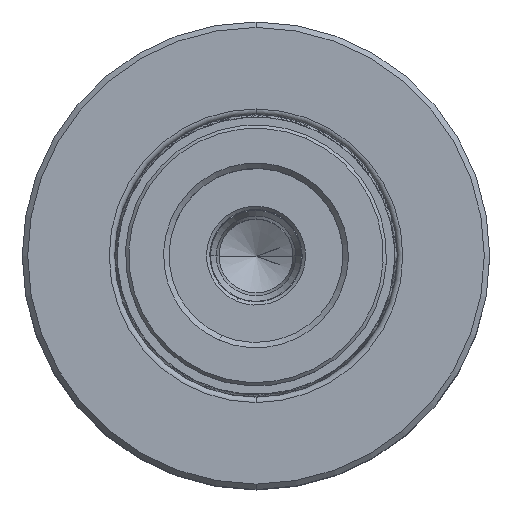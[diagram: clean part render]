
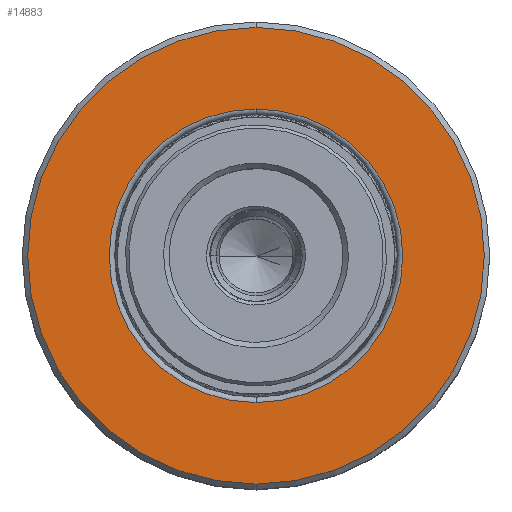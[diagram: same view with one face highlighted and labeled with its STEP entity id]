
A CAD part, top view. The second image highlights one B-rep face of the part: STEP entity #14883.
In plain terms, the highlighted face is planar.
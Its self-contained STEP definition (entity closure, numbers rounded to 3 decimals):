
#628 = DIRECTION ( 'NONE',  ( 0., -1., 0. ) ) ;
#1139 = ORIENTED_EDGE ( 'NONE', *, *, #29916, .T. ) ;
#1469 = VERTEX_POINT ( 'NONE', #7769 ) ;
#1893 = CARTESIAN_POINT ( 'NONE',  ( 0., 15.687, 0. ) ) ;
#2120 = DIRECTION ( 'NONE',  ( 0., 0., -1. ) ) ;
#2337 = DIRECTION ( 'NONE',  ( 0., 1., 0. ) ) ;
#2404 = AXIS2_PLACEMENT_3D ( 'NONE', #18502, #2337, #7845 ) ;
#2587 = EDGE_CURVE ( 'NONE', #8160, #1469, #26179, .T. ) ;
#5403 = CARTESIAN_POINT ( 'NONE',  ( 0., 15.687, 21. ) ) ;
#7769 = CARTESIAN_POINT ( 'NONE',  ( 0., 15.687, -13.5 ) ) ;
#7845 = DIRECTION ( 'NONE',  ( 0., 0., 1. ) ) ;
#8160 = VERTEX_POINT ( 'NONE', #13380 ) ;
#8379 = FACE_OUTER_BOUND ( 'NONE', #18740, .T. ) ;
#8982 = VERTEX_POINT ( 'NONE', #25534 ) ;
#10245 = ORIENTED_EDGE ( 'NONE', *, *, #27451, .F. ) ;
#10374 = VERTEX_POINT ( 'NONE', #5403 ) ;
#11751 = CARTESIAN_POINT ( 'NONE',  ( 0., 15.687, 0. ) ) ;
#12002 = DIRECTION ( 'NONE',  ( 0., -1., 0. ) ) ;
#13119 = PLANE ( 'NONE',  #2404 ) ;
#13380 = CARTESIAN_POINT ( 'NONE',  ( 0., 15.687, 13.5 ) ) ;
#13428 = FACE_BOUND ( 'NONE', #20096, .T. ) ;
#14883 = ADVANCED_FACE ( 'NONE', ( #13428, #8379 ), #13119, .T. ) ;
#15468 = DIRECTION ( 'NONE',  ( 0., -1., 0. ) ) ;
#15573 = CIRCLE ( 'NONE', #21608, 21. ) ;
#15619 = CIRCLE ( 'NONE', #22782, 21. ) ;
#17268 = CARTESIAN_POINT ( 'NONE',  ( 0., 15.687, 0. ) ) ;
#17641 = DIRECTION ( 'NONE',  ( 0., -1., 0. ) ) ;
#17754 = DIRECTION ( 'NONE',  ( 0., 0., -1. ) ) ;
#18502 = CARTESIAN_POINT ( 'NONE',  ( 21., 15.687, 0. ) ) ;
#18740 = EDGE_LOOP ( 'NONE', ( #10245, #26809 ) ) ;
#20096 = EDGE_LOOP ( 'NONE', ( #1139, #30477 ) ) ;
#20210 = DIRECTION ( 'NONE',  ( 0., 0., -1. ) ) ;
#21608 = AXIS2_PLACEMENT_3D ( 'NONE', #11751, #628, #27697 ) ;
#22782 = AXIS2_PLACEMENT_3D ( 'NONE', #17268, #12002, #20210 ) ;
#23256 = CARTESIAN_POINT ( 'NONE',  ( 0., 15.687, 0. ) ) ;
#25534 = CARTESIAN_POINT ( 'NONE',  ( 0., 15.687, -21. ) ) ;
#25719 = CIRCLE ( 'NONE', #31525, 13.5 ) ;
#26179 = CIRCLE ( 'NONE', #29418, 13.5 ) ;
#26809 = ORIENTED_EDGE ( 'NONE', *, *, #30891, .F. ) ;
#27451 = EDGE_CURVE ( 'NONE', #8982, #10374, #15573, .T. ) ;
#27697 = DIRECTION ( 'NONE',  ( 0., 0., -1. ) ) ;
#29418 = AXIS2_PLACEMENT_3D ( 'NONE', #1893, #15468, #2120 ) ;
#29916 = EDGE_CURVE ( 'NONE', #1469, #8160, #25719, .T. ) ;
#30477 = ORIENTED_EDGE ( 'NONE', *, *, #2587, .T. ) ;
#30891 = EDGE_CURVE ( 'NONE', #10374, #8982, #15619, .T. ) ;
#31525 = AXIS2_PLACEMENT_3D ( 'NONE', #23256, #17641, #17754 ) ;
